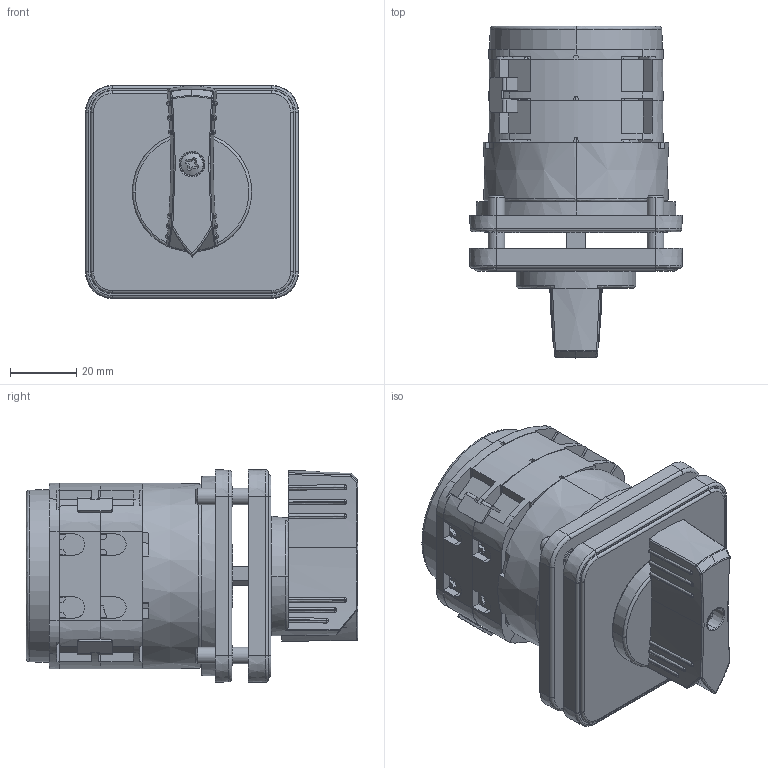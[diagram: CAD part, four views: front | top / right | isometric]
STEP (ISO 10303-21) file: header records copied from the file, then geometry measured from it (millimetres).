
FILE_DESCRIPTION (( 'STEP AP214' ), '1' );
FILE_NAME ('Z251-2.H08B.step', '2020-05-11T19:36:46', ( '' ), ( '' ), 'SwSTEP 2.0', 'SolidWorks 2019', '' );
FILE_SCHEMA (( 'AUTOMOTIVE_DESIGN' ));
Length unit declared in the file: inch
Products named in the file (2): Z251-2.H08B
Bounding box: 64.21 x 100 x 64.21 mm (x, y, z)
Volume: 163636.6 mm3; surface area: 89196.2 mm2
Topology: 14 solids, 75 shells, 2916 faces, 7794 edges, 5075 vertices
Faces by surface type: plane 1689, cone 819, cylinder 249, bspline 159
Entity records: 95628 total; most frequent: CARTESIAN_POINT 23061, ORIENTED_EDGE 15586, DIRECTION 14671, EDGE_CURVE 7793, AXIS2_PLACEMENT_3D 5192, VERTEX_POINT 5075, VECTOR 4287, LINE 4287
